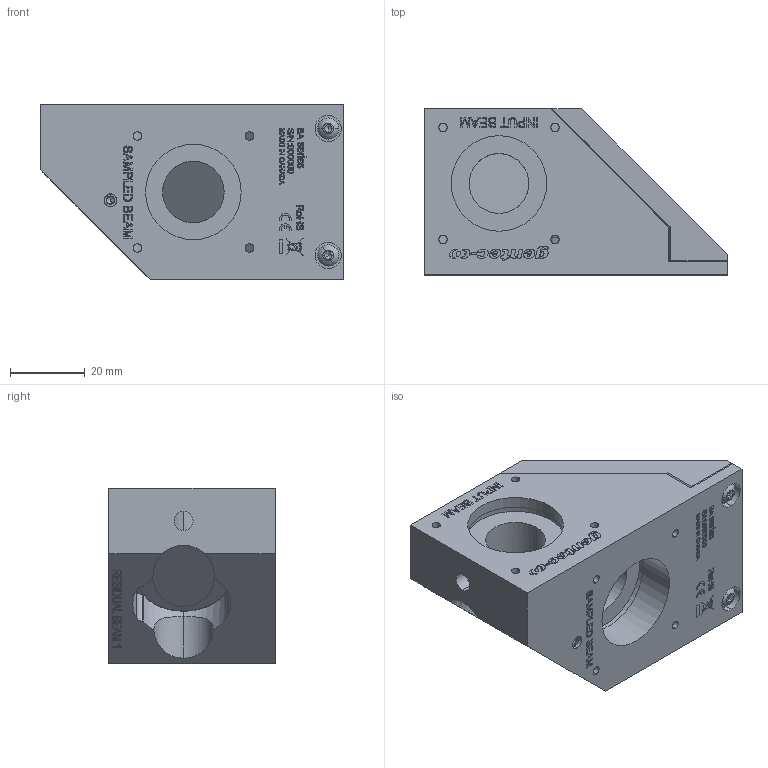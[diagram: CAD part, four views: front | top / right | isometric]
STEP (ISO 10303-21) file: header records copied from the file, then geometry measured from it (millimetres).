
FILE_DESCRIPTION (( 'STEP AP214' ), '1' );
FILE_NAME ('SK-9832A BA16-60.STEP', '2023-06-19T19:49:11', ( '' ), ( '' ), 'SwSTEP 2.0', 'SolidWorks 2020', '' );
FILE_SCHEMA (( 'AUTOMOTIVE_DESIGN' ));
Length unit declared in the file: millimetre
Products named in the file (1): SK-9832A BA16-60
Bounding box: 81.26 x 44.5 x 47 mm (x, y, z)
Surface area: 27022.7 mm2 (no closed solid volume)
Topology: 0 solids, 139 shells, 677 faces, 9964 edges, 9453 vertices
Faces by surface type: plane 388, cylinder 128, bspline 117, cone 36, torus 4, sphere 4
Entity records: 100320 total; most frequent: CARTESIAN_POINT 28133, ORIENTED_EDGE 11361, DIRECTION 10787, EDGE_CURVE 9956, VERTEX_POINT 9453, VECTOR 9215, LINE 9215, EDGE_LOOP 864
